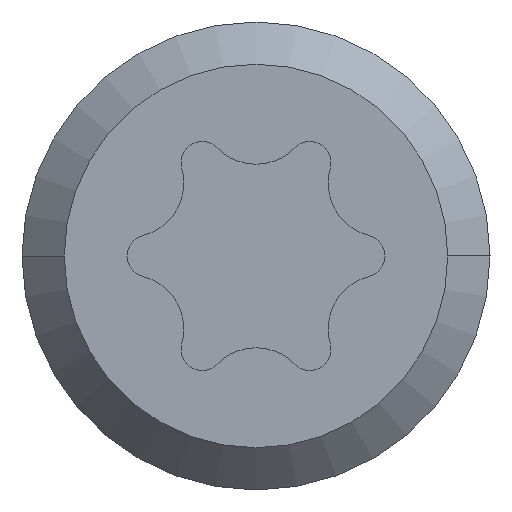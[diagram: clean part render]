
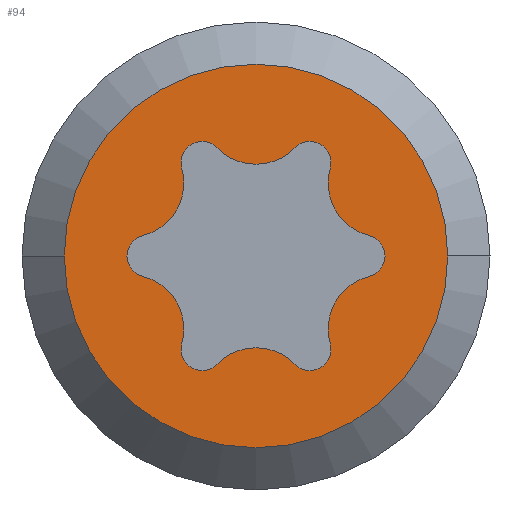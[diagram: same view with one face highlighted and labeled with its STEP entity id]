
A CAD part, left-side view. The second image highlights one B-rep face of the part: STEP entity #94.
In plain terms, the highlighted planar face has unit normal (-1, 0, 0).
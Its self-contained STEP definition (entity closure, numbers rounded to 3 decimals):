
#94=ADVANCED_FACE('',(#158,#159),#160,.T.);
#158=FACE_BOUND('',#226,.T.);
#159=FACE_OUTER_BOUND('',#227,.T.);
#160=PLANE('',#228);
#226=EDGE_LOOP('',(#450,#451,#452,#453,#454,#455,#456,#457,#458,#459,#460,#461,#462,#463,#464,#465,#466,#467));
#227=EDGE_LOOP('',(#468,#469));
#228=AXIS2_PLACEMENT_3D('',#470,#471,#472);
#450=ORIENTED_EDGE('',*,*,#530,.T.);
#451=ORIENTED_EDGE('',*,*,#559,.T.);
#452=ORIENTED_EDGE('',*,*,#556,.T.);
#453=ORIENTED_EDGE('',*,*,#507,.T.);
#454=ORIENTED_EDGE('',*,*,#554,.T.);
#455=ORIENTED_EDGE('',*,*,#550,.T.);
#456=ORIENTED_EDGE('',*,*,#513,.T.);
#457=ORIENTED_EDGE('',*,*,#515,.T.);
#458=ORIENTED_EDGE('',*,*,#549,.T.);
#459=ORIENTED_EDGE('',*,*,#546,.T.);
#460=ORIENTED_EDGE('',*,*,#543,.T.);
#461=ORIENTED_EDGE('',*,*,#540,.T.);
#462=ORIENTED_EDGE('',*,*,#536,.T.);
#463=ORIENTED_EDGE('',*,*,#520,.T.);
#464=ORIENTED_EDGE('',*,*,#522,.T.);
#465=ORIENTED_EDGE('',*,*,#535,.T.);
#466=ORIENTED_EDGE('',*,*,#531,.T.);
#467=ORIENTED_EDGE('',*,*,#527,.T.);
#468=ORIENTED_EDGE('',*,*,#500,.F.);
#469=ORIENTED_EDGE('',*,*,#563,.F.);
#470=CARTESIAN_POINT('',(0.0,1.229,0.0));
#471=DIRECTION('',(-1.0,-0.0,0.0));
#472=DIRECTION('',(0.0,-1.0,-0.0));
#500=EDGE_CURVE('',#584,#586,#587,.T.);
#507=EDGE_CURVE('',#600,#597,#601,.T.);
#513=EDGE_CURVE('',#606,#610,#612,.T.);
#515=EDGE_CURVE('',#610,#613,#616,.T.);
#520=EDGE_CURVE('',#619,#623,#625,.T.);
#522=EDGE_CURVE('',#623,#626,#629,.T.);
#527=EDGE_CURVE('',#632,#636,#638,.T.);
#530=EDGE_CURVE('',#636,#641,#643,.T.);
#531=EDGE_CURVE('',#644,#632,#645,.T.);
#535=EDGE_CURVE('',#626,#644,#650,.T.);
#536=EDGE_CURVE('',#651,#619,#652,.T.);
#540=EDGE_CURVE('',#658,#651,#659,.T.);
#543=EDGE_CURVE('',#663,#658,#664,.T.);
#546=EDGE_CURVE('',#668,#663,#669,.T.);
#549=EDGE_CURVE('',#613,#668,#672,.T.);
#550=EDGE_CURVE('',#673,#606,#674,.T.);
#554=EDGE_CURVE('',#597,#673,#679,.T.);
#556=EDGE_CURVE('',#682,#600,#683,.T.);
#559=EDGE_CURVE('',#641,#682,#686,.T.);
#563=EDGE_CURVE('',#586,#584,#690,.T.);
#584=VERTEX_POINT('',#719);
#586=VERTEX_POINT('',#722);
#587=CIRCLE('',#723,2.459);
#597=VERTEX_POINT('',#736);
#600=VERTEX_POINT('',#740);
#601=CIRCLE('',#741,0.269);
#606=VERTEX_POINT('',#747);
#610=VERTEX_POINT('',#752);
#612=CIRCLE('',#755,0.698);
#613=VERTEX_POINT('',#756);
#616=CIRCLE('',#760,0.269);
#619=VERTEX_POINT('',#763);
#623=VERTEX_POINT('',#768);
#625=CIRCLE('',#771,0.269);
#626=VERTEX_POINT('',#772);
#629=CIRCLE('',#776,0.698);
#632=VERTEX_POINT('',#779);
#636=VERTEX_POINT('',#784);
#638=CIRCLE('',#787,0.269);
#641=VERTEX_POINT('',#790);
#643=CIRCLE('',#793,0.698);
#644=VERTEX_POINT('',#794);
#645=CIRCLE('',#795,0.269);
#650=CIRCLE('',#801,0.698);
#651=VERTEX_POINT('',#802);
#652=CIRCLE('',#803,0.269);
#658=VERTEX_POINT('',#810);
#659=CIRCLE('',#811,0.698);
#663=VERTEX_POINT('',#816);
#664=CIRCLE('',#817,0.269);
#668=VERTEX_POINT('',#822);
#669=CIRCLE('',#823,0.698);
#672=CIRCLE('',#827,0.269);
#673=VERTEX_POINT('',#828);
#674=CIRCLE('',#829,0.698);
#679=CIRCLE('',#835,0.269);
#682=VERTEX_POINT('',#838);
#683=CIRCLE('',#839,0.698);
#686=CIRCLE('',#843,0.269);
#690=CIRCLE('',#847,2.459);
#719=CARTESIAN_POINT('',(0.0,2.459,0.0));
#722=CARTESIAN_POINT('',(0.0,-2.459,0.));
#723=AXIS2_PLACEMENT_3D('',#873,#874,#875);
#736=CARTESIAN_POINT('',(0.,0.693,1.469));
#740=CARTESIAN_POINT('',(0.,0.952,1.127));
#741=AXIS2_PLACEMENT_3D('',#886,#887,#888);
#747=CARTESIAN_POINT('',(0.,0.,1.177));
#752=CARTESIAN_POINT('',(0.,-0.5,1.388));
#755=AXIS2_PLACEMENT_3D('',#898,#899,#900);
#756=CARTESIAN_POINT('',(0.,-0.693,1.469));
#760=AXIS2_PLACEMENT_3D('',#902,#903,#904);
#763=CARTESIAN_POINT('',(0.,-0.693,-1.469));
#768=CARTESIAN_POINT('',(0.,-0.5,-1.388));
#771=AXIS2_PLACEMENT_3D('',#913,#914,#915);
#772=CARTESIAN_POINT('',(0.,0.,-1.177));
#776=AXIS2_PLACEMENT_3D('',#917,#918,#919);
#779=CARTESIAN_POINT('',(0.,0.693,-1.469));
#784=CARTESIAN_POINT('',(0.,0.952,-1.127));
#787=AXIS2_PLACEMENT_3D('',#928,#929,#930);
#790=CARTESIAN_POINT('',(0.,1.452,-0.261));
#793=AXIS2_PLACEMENT_3D('',#935,#936,#937);
#794=CARTESIAN_POINT('',(0.,0.5,-1.388));
#795=AXIS2_PLACEMENT_3D('',#938,#939,#940);
#801=AXIS2_PLACEMENT_3D('',#948,#949,#950);
#802=CARTESIAN_POINT('',(0.,-0.952,-1.127));
#803=AXIS2_PLACEMENT_3D('',#951,#952,#953);
#810=CARTESIAN_POINT('',(0.,-1.452,-0.261));
#811=AXIS2_PLACEMENT_3D('',#961,#962,#963);
#816=CARTESIAN_POINT('',(0.,-1.452,0.261));
#817=AXIS2_PLACEMENT_3D('',#968,#969,#970);
#822=CARTESIAN_POINT('',(0.,-0.952,1.127));
#823=AXIS2_PLACEMENT_3D('',#975,#976,#977);
#827=AXIS2_PLACEMENT_3D('',#982,#983,#984);
#828=CARTESIAN_POINT('',(0.,0.5,1.388));
#829=AXIS2_PLACEMENT_3D('',#985,#986,#987);
#835=AXIS2_PLACEMENT_3D('',#995,#996,#997);
#838=CARTESIAN_POINT('',(0.,1.452,0.261));
#839=AXIS2_PLACEMENT_3D('',#1001,#1002,#1003);
#843=AXIS2_PLACEMENT_3D('',#1008,#1009,#1010);
#847=AXIS2_PLACEMENT_3D('',#1020,#1021,#1022);
#873=CARTESIAN_POINT('',(0.0,0.0,0.0));
#874=DIRECTION('',(1.0,0.0,0.0));
#875=DIRECTION('',(0.0,1.0,0.0));
#886=CARTESIAN_POINT('',(0.,0.693,1.2));
#887=DIRECTION('',(1.0,-0.0,0.0));
#888=DIRECTION('',(0.0,0.0,-1.0));
#898=CARTESIAN_POINT('',(0.,0.,1.874));
#899=DIRECTION('',(-1.0,0.0,0.0));
#900=DIRECTION('',(0.0,0.0,-1.0));
#902=CARTESIAN_POINT('',(0.,-0.693,1.2));
#903=DIRECTION('',(1.0,-0.0,0.0));
#904=DIRECTION('',(0.0,0.0,-1.0));
#913=CARTESIAN_POINT('',(0.,-0.693,-1.2));
#914=DIRECTION('',(1.0,-0.0,0.0));
#915=DIRECTION('',(0.0,0.0,-1.0));
#917=CARTESIAN_POINT('',(0.,0.,-1.874));
#918=DIRECTION('',(-1.0,0.0,0.0));
#919=DIRECTION('',(0.0,0.0,-1.0));
#928=CARTESIAN_POINT('',(0.,0.693,-1.2));
#929=DIRECTION('',(1.0,-0.0,0.0));
#930=DIRECTION('',(0.0,0.0,-1.0));
#935=CARTESIAN_POINT('',(0.,1.623,-0.937));
#936=DIRECTION('',(-1.0,0.0,0.0));
#937=DIRECTION('',(0.0,0.0,-1.0));
#938=CARTESIAN_POINT('',(0.,0.693,-1.2));
#939=DIRECTION('',(1.0,-0.0,0.0));
#940=DIRECTION('',(0.0,0.0,-1.0));
#948=CARTESIAN_POINT('',(0.,0.,-1.874));
#949=DIRECTION('',(-1.0,0.0,0.0));
#950=DIRECTION('',(0.0,0.0,-1.0));
#951=CARTESIAN_POINT('',(0.,-0.693,-1.2));
#952=DIRECTION('',(1.0,-0.0,0.0));
#953=DIRECTION('',(0.0,0.0,-1.0));
#961=CARTESIAN_POINT('',(0.,-1.623,-0.937));
#962=DIRECTION('',(-1.0,0.0,0.0));
#963=DIRECTION('',(0.0,0.0,-1.0));
#968=CARTESIAN_POINT('',(0.,-1.386,0.));
#969=DIRECTION('',(1.0,-0.0,0.0));
#970=DIRECTION('',(0.0,0.0,-1.0));
#975=CARTESIAN_POINT('',(0.,-1.623,0.937));
#976=DIRECTION('',(-1.0,0.0,0.0));
#977=DIRECTION('',(0.0,0.0,-1.0));
#982=CARTESIAN_POINT('',(0.,-0.693,1.2));
#983=DIRECTION('',(1.0,-0.0,0.0));
#984=DIRECTION('',(0.0,0.0,-1.0));
#985=CARTESIAN_POINT('',(0.,0.,1.874));
#986=DIRECTION('',(-1.0,0.0,0.0));
#987=DIRECTION('',(0.0,0.0,-1.0));
#995=CARTESIAN_POINT('',(0.,0.693,1.2));
#996=DIRECTION('',(1.0,-0.0,0.0));
#997=DIRECTION('',(0.0,0.0,-1.0));
#1001=CARTESIAN_POINT('',(0.,1.623,0.937));
#1002=DIRECTION('',(-1.0,0.0,0.0));
#1003=DIRECTION('',(0.0,0.0,-1.0));
#1008=CARTESIAN_POINT('',(0.0,1.386,0.0));
#1009=DIRECTION('',(1.0,-0.0,0.0));
#1010=DIRECTION('',(0.0,0.0,-1.0));
#1020=CARTESIAN_POINT('',(0.0,0.0,0.0));
#1021=DIRECTION('',(1.0,0.0,0.0));
#1022=DIRECTION('',(0.0,1.0,0.0));
